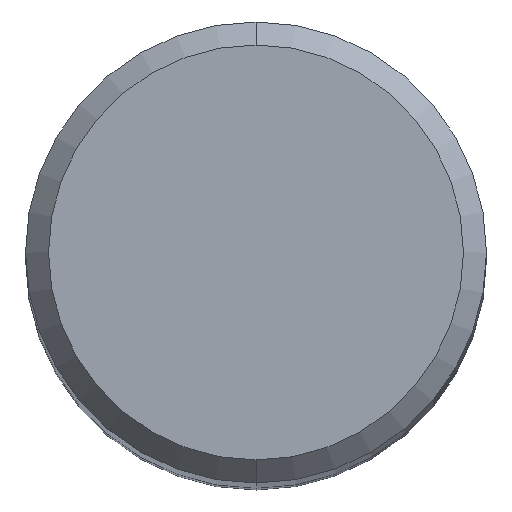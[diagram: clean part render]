
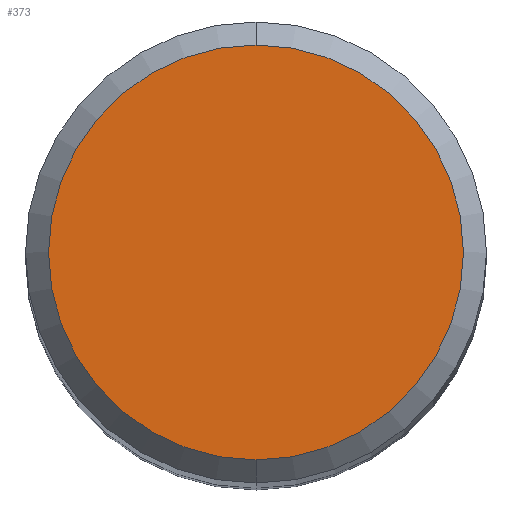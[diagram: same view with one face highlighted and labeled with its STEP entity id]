
A CAD part, top view. The second image highlights one B-rep face of the part: STEP entity #373.
In plain terms, the highlighted planar face has unit normal (0, 0, 1).
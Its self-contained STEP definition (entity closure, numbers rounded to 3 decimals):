
#219=EDGE_CURVE('',#329,#345,#502,.T.);
#235=EDGE_CURVE('',#345,#329,#518,.T.);
#329=VERTEX_POINT('',#621);
#345=VERTEX_POINT('',#637);
#373=ADVANCED_FACE('',(#668),#669,.T.);
#502=CIRCLE('',#889,4.5);
#518=CIRCLE('',#911,4.5);
#621=CARTESIAN_POINT('',(0.0,4.5,0.0));
#637=CARTESIAN_POINT('',(0.,-4.5,0.0));
#668=FACE_OUTER_BOUND('',#1243,.T.);
#669=PLANE('',#1244);
#889=AXIS2_PLACEMENT_3D('',#1444,#1445,#1446);
#911=AXIS2_PLACEMENT_3D('',#1452,#1453,#1454);
#1243=EDGE_LOOP('',(#1600,#1601));
#1244=AXIS2_PLACEMENT_3D('',#1602,#1603,#1604);
#1444=CARTESIAN_POINT('',(0.0,0.0,0.0));
#1445=DIRECTION('',(0.0,0.0,-1.0));
#1446=DIRECTION('',(0.0,1.0,0.0));
#1452=CARTESIAN_POINT('',(0.0,0.0,0.0));
#1453=DIRECTION('',(0.0,0.0,-1.0));
#1454=DIRECTION('',(0.0,1.0,0.0));
#1600=ORIENTED_EDGE('',*,*,#219,.F.);
#1601=ORIENTED_EDGE('',*,*,#235,.F.);
#1602=CARTESIAN_POINT('',(0.0,2.25,0.0));
#1603=DIRECTION('',(-0.0,0.0,1.0));
#1604=DIRECTION('',(0.0,-1.0,0.0));
